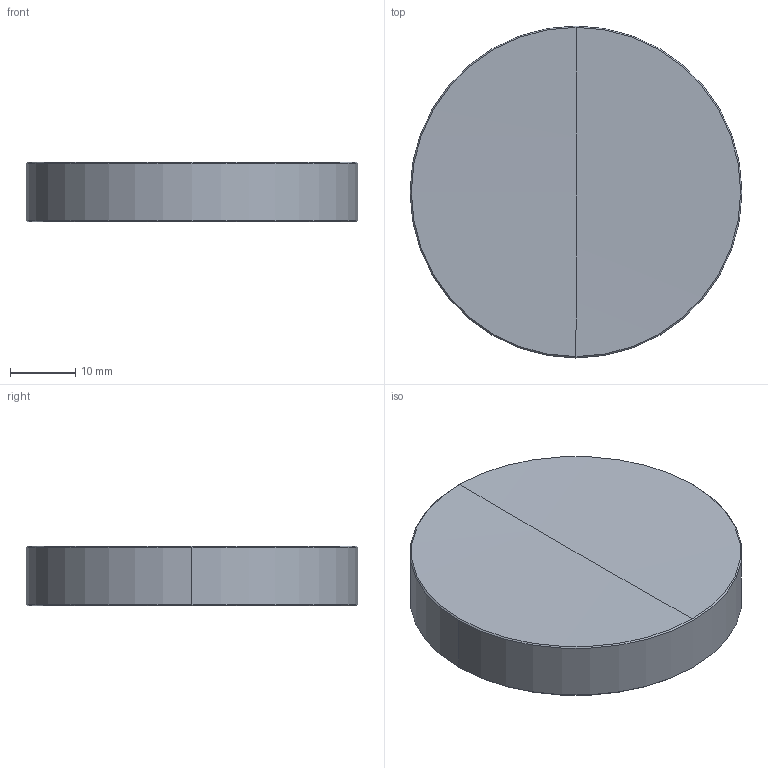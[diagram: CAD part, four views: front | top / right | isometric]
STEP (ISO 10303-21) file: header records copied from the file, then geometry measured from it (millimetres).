
FILE_DESCRIPTION (( 'STEP AP203' ), '1' );
FILE_NAME ('TTN153339-E0W.STEP', '2018-12-17T20:25:05', ( '' ), ( '' ), 'SwSTEP 2.0', 'SolidWorks 2018', '' );
FILE_SCHEMA (( 'CONFIG_CONTROL_DESIGN' ));
Length unit declared in the file: millimetre
Products named in the file (1): TTN153339-E0W
Bounding box: 50.8 x 50.8 x 9.16 mm (x, y, z)
Volume: 18398.6 mm3; surface area: 5478.1 mm2
Topology: 1 solids, 1 shells, 46 faces, 290 edges, 283 vertices
Faces by surface type: plane 38, cone 4, cylinder 2, sphere 2
Entity records: 4415 total; most frequent: CARTESIAN_POINT 2190, ORIENTED_EDGE 580, EDGE_CURVE 290, VERTEX_POINT 283, DIRECTION 251, B_SPLINE_CURVE_WITH_KNOTS 145, VECTOR 133, LINE 133
